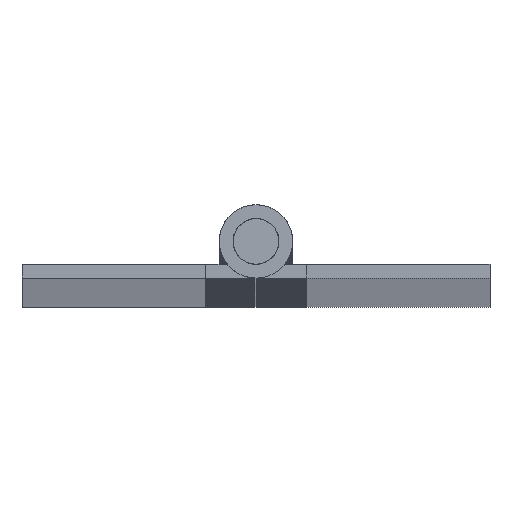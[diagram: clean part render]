
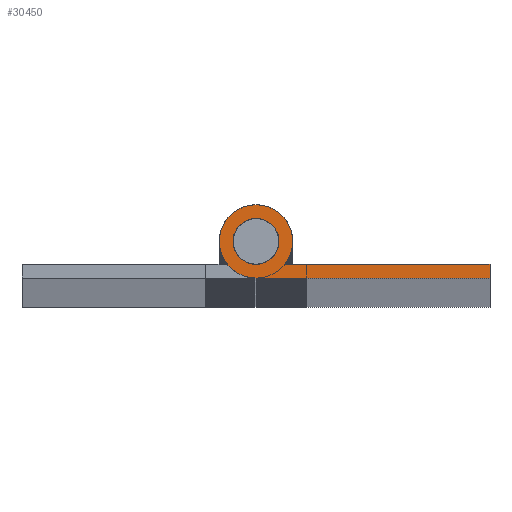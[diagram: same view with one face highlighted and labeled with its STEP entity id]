
A CAD part, top view. The second image highlights one B-rep face of the part: STEP entity #30450.
In plain terms, the highlighted planar face has unit normal (0, 0, 1).
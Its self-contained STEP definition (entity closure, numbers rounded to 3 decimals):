
#5566 = FACE_OUTER_BOUND ( 'NONE', #17276, .T. ) ;
#5567 = FACE_BOUND ( 'NONE', #17277, .T. ) ;
#6804 = AXIS2_PLACEMENT_3D ( 'NONE', #8475, #8476, #8477 ) ;
#8474 = PLANE ( 'NONE',  #6804 ) ;
#8475 = CARTESIAN_POINT ( 'NONE',  ( 0., 0., 914.5 ) ) ;
#8476 = DIRECTION ( 'NONE',  ( 0., 0., 1. ) ) ;
#8477 = DIRECTION ( 'NONE',  ( 1., 0., 0. ) ) ;
#12834 = DIRECTION ( 'NONE',  ( 0., 0., 1. ) ) ;
#12844 = DIRECTION ( 'NONE',  ( 1., 0., 0. ) ) ;
#12848 = DIRECTION ( 'NONE',  ( 1., 0., 0. ) ) ;
#12850 = CARTESIAN_POINT ( 'NONE',  ( 0., 0., 914.5 ) ) ;
#12857 = CARTESIAN_POINT ( 'NONE',  ( 0., 0., 914.5 ) ) ;
#12875 = DIRECTION ( 'NONE',  ( 0., 0., 1. ) ) ;
#13306 = EDGE_CURVE ( 'NONE', #17557, #17698, #16777, .T. ) ;
#13307 = EDGE_CURVE ( 'NONE', #17601, #17685, #16692, .T. ) ;
#13486 = EDGE_CURVE ( 'NONE', #17538, #17601, #16268, .T. ) ;
#13580 = EDGE_CURVE ( 'NONE', #19056, #17538, #16064, .T. ) ;
#13583 = EDGE_CURVE ( 'NONE', #19015, #19056, #34680, .T. ) ;
#13613 = EDGE_CURVE ( 'NONE', #17685, #18846, #34702, .T. ) ;
#13796 = EDGE_CURVE ( 'NONE', #18846, #19015, #34855, .T. ) ;
#13865 = EDGE_CURVE ( 'NONE', #17698, #17557, #15693, .T. ) ;
#15668 = AXIS2_PLACEMENT_3D ( 'NONE', #23510, #23511, #23512 ) ;
#15693 = CIRCLE ( 'NONE', #15668, 2.5 ) ;
#15928 = VECTOR ( 'NONE', #23351, 1000. ) ;
#16060 = AXIS2_PLACEMENT_3D ( 'NONE', #22629, #22630, #22631 ) ;
#16064 = CIRCLE ( 'NONE', #16089, 4. ) ;
#16089 = AXIS2_PLACEMENT_3D ( 'NONE', #22863, #22864, #22865 ) ;
#16103 = VECTOR ( 'NONE', #22871, 1000. ) ;
#16268 = CIRCLE ( 'NONE', #16060, 4. ) ;
#16323 = VECTOR ( 'NONE', #22941, 1000. ) ;
#16634 = AXIS2_PLACEMENT_3D ( 'NONE', #12857, #12875, #12848 ) ;
#16692 = CIRCLE ( 'NONE', #16634, 4. ) ;
#16698 = AXIS2_PLACEMENT_3D ( 'NONE', #12850, #12834, #12844 ) ;
#16777 = CIRCLE ( 'NONE', #16698, 2.5 ) ;
#17276 = EDGE_LOOP ( 'NONE', ( #18783, #18785, #18782, #18784, #18787, #18786 ) ) ;
#17277 = EDGE_LOOP ( 'NONE', ( #18790, #18789 ) ) ;
#17538 = VERTEX_POINT ( 'NONE', #25066 ) ;
#17557 = VERTEX_POINT ( 'NONE', #25085 ) ;
#17601 = VERTEX_POINT ( 'NONE', #25129 ) ;
#17685 = VERTEX_POINT ( 'NONE', #25213 ) ;
#17698 = VERTEX_POINT ( 'NONE', #25226 ) ;
#18782 = ORIENTED_EDGE ( 'NONE', *, *, #13307, .T. ) ;
#18783 = ORIENTED_EDGE ( 'NONE', *, *, #13580, .T. ) ;
#18784 = ORIENTED_EDGE ( 'NONE', *, *, #13613, .T. ) ;
#18785 = ORIENTED_EDGE ( 'NONE', *, *, #13486, .T. ) ;
#18786 = ORIENTED_EDGE ( 'NONE', *, *, #13583, .T. ) ;
#18787 = ORIENTED_EDGE ( 'NONE', *, *, #13796, .T. ) ;
#18789 = ORIENTED_EDGE ( 'NONE', *, *, #13865, .F. ) ;
#18790 = ORIENTED_EDGE ( 'NONE', *, *, #13306, .F. ) ;
#18846 = VERTEX_POINT ( 'NONE', #25628 ) ;
#19015 = VERTEX_POINT ( 'NONE', #25724 ) ;
#19056 = VERTEX_POINT ( 'NONE', #25748 ) ;
#22629 = CARTESIAN_POINT ( 'NONE',  ( 0., 0., 914.5 ) ) ;
#22630 = DIRECTION ( 'NONE',  ( 0., 0., 1. ) ) ;
#22631 = DIRECTION ( 'NONE',  ( 1., 0., 0. ) ) ;
#22863 = CARTESIAN_POINT ( 'NONE',  ( 0., 0., 914.5 ) ) ;
#22864 = DIRECTION ( 'NONE',  ( 0., 0., 1. ) ) ;
#22865 = DIRECTION ( 'NONE',  ( 1., 0., 0. ) ) ;
#22870 = CARTESIAN_POINT ( 'NONE',  ( 25.5, -2.5, 914.5 ) ) ;
#22871 = DIRECTION ( 'NONE',  ( -1., 0., 0. ) ) ;
#22940 = CARTESIAN_POINT ( 'NONE',  ( 0., -4., 914.5 ) ) ;
#22941 = DIRECTION ( 'NONE',  ( 1., 0., 0. ) ) ;
#23350 = CARTESIAN_POINT ( 'NONE',  ( 25.5, -4., 914.5 ) ) ;
#23351 = DIRECTION ( 'NONE',  ( 0., 1., 0. ) ) ;
#23510 = CARTESIAN_POINT ( 'NONE',  ( 0., 0., 914.5 ) ) ;
#23511 = DIRECTION ( 'NONE',  ( 0., 0., 1. ) ) ;
#23512 = DIRECTION ( 'NONE',  ( 1., 0., 0. ) ) ;
#25066 = CARTESIAN_POINT ( 'NONE',  ( 4., 0., 914.5 ) ) ;
#25085 = CARTESIAN_POINT ( 'NONE',  ( -2.5, 0., 914.5 ) ) ;
#25129 = CARTESIAN_POINT ( 'NONE',  ( -4., 0., 914.5 ) ) ;
#25213 = CARTESIAN_POINT ( 'NONE',  ( 0., -4., 914.5 ) ) ;
#25226 = CARTESIAN_POINT ( 'NONE',  ( 2.5, 0., 914.5 ) ) ;
#25628 = CARTESIAN_POINT ( 'NONE',  ( 25.5, -4., 914.5 ) ) ;
#25724 = CARTESIAN_POINT ( 'NONE',  ( 25.5, -2.5, 914.5 ) ) ;
#25748 = CARTESIAN_POINT ( 'NONE',  ( 3.122, -2.5, 914.5 ) ) ;
#30450 = ADVANCED_FACE ( 'NONE', ( #5566, #5567 ), #8474, .T. ) ;
#34680 = LINE ( 'NONE', #22870, #16103 ) ;
#34702 = LINE ( 'NONE', #22940, #16323 ) ;
#34855 = LINE ( 'NONE', #23350, #15928 ) ;
